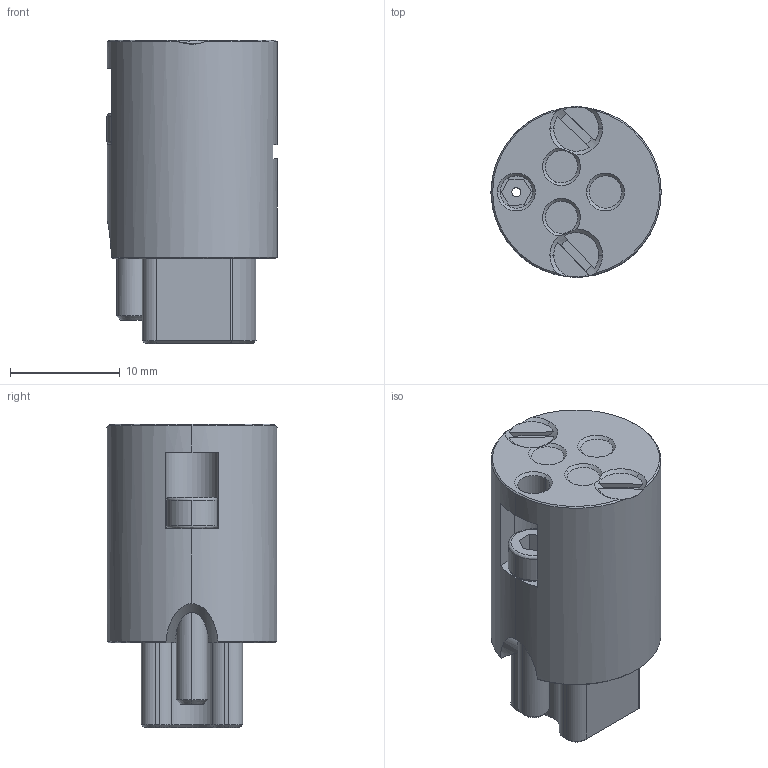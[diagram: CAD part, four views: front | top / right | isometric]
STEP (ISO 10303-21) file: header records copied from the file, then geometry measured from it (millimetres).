
FILE_DESCRIPTION (( 'STEP AP203' ), '1' );
FILE_NAME ('110685.stp', '2014-10-06T20:16:27', ( '' ), ( '' ), 'SwSTEP 2.0', 'SolidWorks 2012', '' );
FILE_SCHEMA (( 'CONFIG_CONTROL_DESIGN' ));
Length unit declared in the file: inch
Products named in the file (1): 110685
Bounding box: 15.53 x 15.64 x 27.69 mm (x, y, z)
Volume: 4256.6 mm3; surface area: 2108.2 mm2
Topology: 1 solids, 1 shells, 121 faces, 315 edges, 202 vertices
Faces by surface type: plane 49, cylinder 37, cone 33, bspline 2
Entity records: 3964 total; most frequent: CARTESIAN_POINT 903, DIRECTION 647, ORIENTED_EDGE 620, EDGE_CURVE 310, AXIS2_PLACEMENT_3D 264, VERTEX_POINT 201, CIRCLE 144, EDGE_LOOP 135
